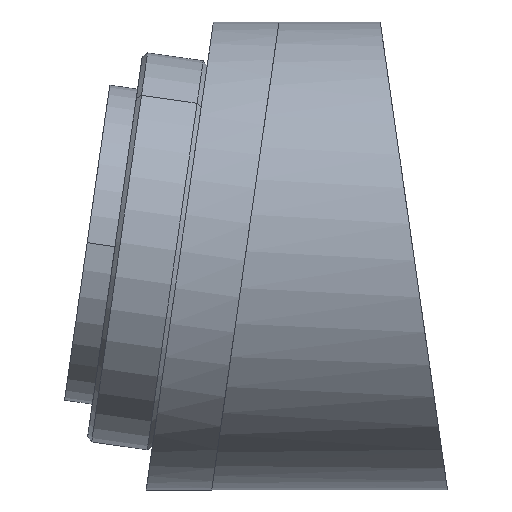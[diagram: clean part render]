
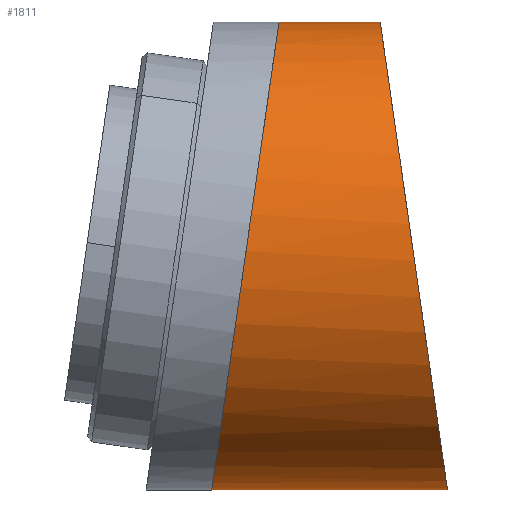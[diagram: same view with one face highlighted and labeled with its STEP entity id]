
A CAD part, left-side view. The second image highlights one B-rep face of the part: STEP entity #1811.
In plain terms, the highlighted cylindrical face has radius 25 mm (diameter 50 mm), a partial arc.
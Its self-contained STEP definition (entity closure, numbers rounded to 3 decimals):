
#39 = ORIENTED_EDGE ( 'NONE', *, *, #1967, .T. ) ;
#184 = CARTESIAN_POINT ( 'NONE',  ( -45.918, -28.134, 25.004 ) ) ;
#254 = ORIENTED_EDGE ( 'NONE', *, *, #1152, .F. ) ;
#387 = CYLINDRICAL_SURFACE ( 'NONE', #768, 25. ) ;
#499 = CARTESIAN_POINT ( 'NONE',  ( 4.082, -2.945, 25.004 ) ) ;
#511 =( BOUNDED_CURVE ( )  B_SPLINE_CURVE ( 3, ( #1768, #184, #836, #1594 ),
 .UNSPECIFIED., .F., .F. ) 
 B_SPLINE_CURVE_WITH_KNOTS ( ( 4, 4 ),
 ( 3.142, 6.283 ),
 .UNSPECIFIED. ) 
 CURVE ( )  GEOMETRIC_REPRESENTATION_ITEM ( )  RATIONAL_B_SPLINE_CURVE ( ( 1., 0.333, 0.333, 1. ) ) 
 REPRESENTATION_ITEM ( '' )  );
#690 = CARTESIAN_POINT ( 'NONE',  ( -45.918, -10.134, 75.004 ) ) ;
#709 = VERTEX_POINT ( 'NONE', #1467 ) ;
#736 = CARTESIAN_POINT ( 'NONE',  ( 4.082, -32.945, 25.004 ) ) ;
#748 = EDGE_CURVE ( 'NONE', #1717, #1491, #511, .T. ) ;
#768 = AXIS2_PLACEMENT_3D ( 'NONE', #1339, #1031, #1686 ) ;
#769 = CARTESIAN_POINT ( 'NONE',  ( 4.082, -32.945, 75.004 ) ) ;
#836 = CARTESIAN_POINT ( 'NONE',  ( -45.918, -20.945, 75.004 ) ) ;
#911 = DIRECTION ( 'NONE',  ( 0., 1., 0. ) ) ;
#1015 = LINE ( 'NONE', #736, #1356 ) ;
#1031 = DIRECTION ( 'NONE',  ( 0., 1., 0. ) ) ;
#1097 = ORIENTED_EDGE ( 'NONE', *, *, #748, .T. ) ;
#1152 = EDGE_CURVE ( 'NONE', #1717, #1719, #1015, .T. ) ;
#1277 = EDGE_CURVE ( 'NONE', #1491, #709, #2063, .T. ) ;
#1323 = CARTESIAN_POINT ( 'NONE',  ( 4.082, -10.134, 75.004 ) ) ;
#1339 = CARTESIAN_POINT ( 'NONE',  ( 4.082, -32.945, 50.004 ) ) ;
#1356 = VECTOR ( 'NONE', #1669, 1000. ) ;
#1363 = CARTESIAN_POINT ( 'NONE',  ( 4.082, -28.134, 25.004 ) ) ;
#1372 = CARTESIAN_POINT ( 'NONE',  ( 4.082, -2.945, 25.004 ) ) ;
#1399 = EDGE_LOOP ( 'NONE', ( #1097, #1642, #39, #254 ) ) ;
#1467 = CARTESIAN_POINT ( 'NONE',  ( 4.082, -10.134, 75.004 ) ) ;
#1491 = VERTEX_POINT ( 'NONE', #1790 ) ;
#1525 = VECTOR ( 'NONE', #911, 1000. ) ;
#1594 = CARTESIAN_POINT ( 'NONE',  ( 4.082, -20.945, 75.004 ) ) ;
#1642 = ORIENTED_EDGE ( 'NONE', *, *, #1277, .T. ) ;
#1669 = DIRECTION ( 'NONE',  ( 0., 1., 0. ) ) ;
#1686 = DIRECTION ( 'NONE',  ( 0., 0., -1. ) ) ;
#1717 = VERTEX_POINT ( 'NONE', #1363 ) ;
#1719 = VERTEX_POINT ( 'NONE', #1372 ) ;
#1768 = CARTESIAN_POINT ( 'NONE',  ( 4.082, -28.134, 25.004 ) ) ;
#1790 = CARTESIAN_POINT ( 'NONE',  ( 4.082, -20.945, 75.004 ) ) ;
#1793 = CARTESIAN_POINT ( 'NONE',  ( -45.918, -2.945, 25.004 ) ) ;
#1811 = ADVANCED_FACE ( 'NONE', ( #1848 ), #387, .T. ) ;
#1848 = FACE_OUTER_BOUND ( 'NONE', #1399, .T. ) ;
#1967 = EDGE_CURVE ( 'NONE', #709, #1719, #1980, .T. ) ;
#1980 =( BOUNDED_CURVE ( )  B_SPLINE_CURVE ( 3, ( #1323, #690, #1793, #499 ),
 .UNSPECIFIED., .F., .F. ) 
 B_SPLINE_CURVE_WITH_KNOTS ( ( 4, 4 ),
 ( 3.142, 6.283 ),
 .UNSPECIFIED. ) 
 CURVE ( )  GEOMETRIC_REPRESENTATION_ITEM ( )  RATIONAL_B_SPLINE_CURVE ( ( 1., 0.333, 0.333, 1. ) ) 
 REPRESENTATION_ITEM ( '' )  );
#2063 = LINE ( 'NONE', #769, #1525 ) ;
